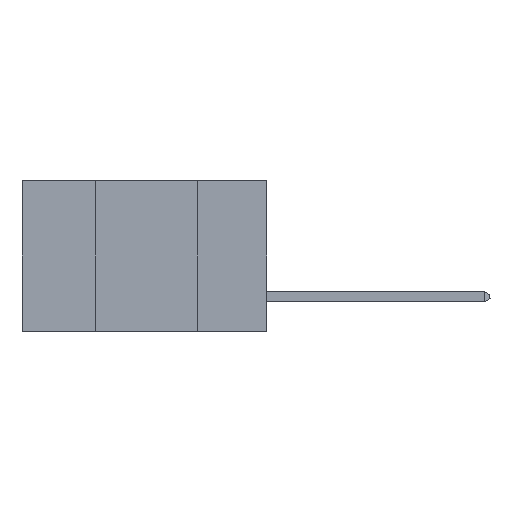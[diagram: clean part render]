
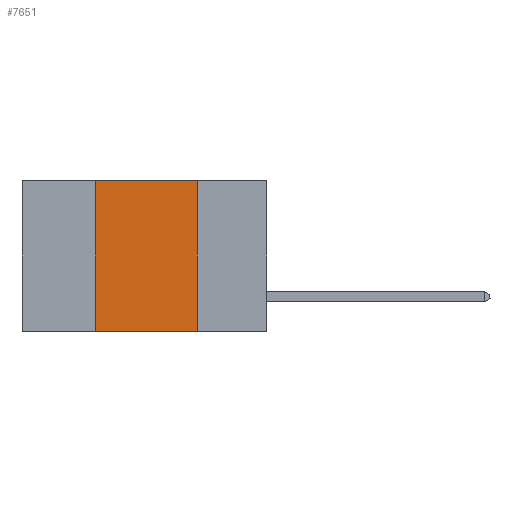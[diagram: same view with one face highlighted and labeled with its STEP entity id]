
A CAD part, left-side view. The second image highlights one B-rep face of the part: STEP entity #7651.
In plain terms, the highlighted planar face has unit normal (-1, 0, 0).
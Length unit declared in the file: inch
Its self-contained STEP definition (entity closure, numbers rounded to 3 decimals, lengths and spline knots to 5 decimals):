
#237 = EDGE_CURVE ( 'NONE', #17844, #14892, #22598, .T. ) ;
#531 = VECTOR ( 'NONE', #11481, 39.37008 ) ;
#677 = CARTESIAN_POINT ( 'NONE',  ( 0., 0.42, -0.37 ) ) ;
#1188 = CARTESIAN_POINT ( 'NONE',  ( 0., 0.17, 0. ) ) ;
#1968 = CARTESIAN_POINT ( 'NONE',  ( 0., 0.42, 0. ) ) ;
#3117 = CARTESIAN_POINT ( 'NONE',  ( 0., 0.42, 0. ) ) ;
#3355 = VERTEX_POINT ( 'NONE', #677 ) ;
#3458 = DIRECTION ( 'NONE',  ( 1., 0., 0. ) ) ;
#3505 = CARTESIAN_POINT ( 'NONE',  ( 0., 0.6, -0.37 ) ) ;
#4297 = EDGE_LOOP ( 'NONE', ( #16077, #4854, #22312, #12180 ) ) ;
#4854 = ORIENTED_EDGE ( 'NONE', *, *, #237, .F. ) ;
#5731 = AXIS2_PLACEMENT_3D ( 'NONE', #7096, #3458, #11256 ) ;
#5769 = EDGE_CURVE ( 'NONE', #3355, #17844, #16290, .T. ) ;
#6008 = VECTOR ( 'NONE', #22052, 39.37008 ) ;
#7077 = CARTESIAN_POINT ( 'NONE',  ( 0., 0.17, -0.37 ) ) ;
#7096 = CARTESIAN_POINT ( 'NONE',  ( 0., 0.6, 0. ) ) ;
#7115 = LINE ( 'NONE', #1188, #15553 ) ;
#7651 = ADVANCED_FACE ( 'NONE', ( #25356 ), #9189, .F. ) ;
#8394 = EDGE_CURVE ( 'NONE', #14892, #16532, #7115, .T. ) ;
#9189 = PLANE ( 'NONE',  #5731 ) ;
#10736 = LINE ( 'NONE', #3505, #531 ) ;
#11256 = DIRECTION ( 'NONE',  ( 0., 0., -1. ) ) ;
#11481 = DIRECTION ( 'NONE',  ( 0., -1., 0. ) ) ;
#12180 = ORIENTED_EDGE ( 'NONE', *, *, #14076, .T. ) ;
#13693 = DIRECTION ( 'NONE',  ( 0., -1., 0. ) ) ;
#14076 = EDGE_CURVE ( 'NONE', #3355, #16532, #10736, .T. ) ;
#14892 = VERTEX_POINT ( 'NONE', #23004 ) ;
#15553 = VECTOR ( 'NONE', #21136, 39.37008 ) ;
#16077 = ORIENTED_EDGE ( 'NONE', *, *, #8394, .F. ) ;
#16290 = LINE ( 'NONE', #1968, #6008 ) ;
#16532 = VERTEX_POINT ( 'NONE', #7077 ) ;
#17844 = VERTEX_POINT ( 'NONE', #3117 ) ;
#18616 = VECTOR ( 'NONE', #13693, 39.37008 ) ;
#21136 = DIRECTION ( 'NONE',  ( 0., 0., -1. ) ) ;
#22052 = DIRECTION ( 'NONE',  ( 0., 0., 1. ) ) ;
#22312 = ORIENTED_EDGE ( 'NONE', *, *, #5769, .F. ) ;
#22598 = LINE ( 'NONE', #25520, #18616 ) ;
#23004 = CARTESIAN_POINT ( 'NONE',  ( 0., 0.17, 0. ) ) ;
#25356 = FACE_OUTER_BOUND ( 'NONE', #4297, .T. ) ;
#25520 = CARTESIAN_POINT ( 'NONE',  ( 0., 0.6, 0. ) ) ;
